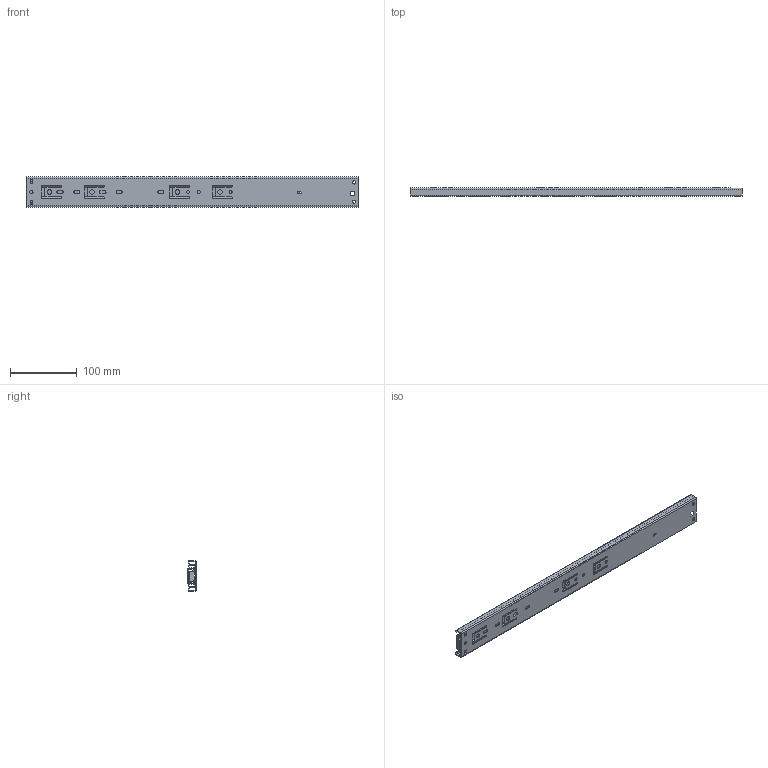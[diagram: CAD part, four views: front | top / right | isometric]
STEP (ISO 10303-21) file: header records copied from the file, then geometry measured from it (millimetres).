
FILE_DESCRIPTION (( 'STEP AP214' ), '1' );
FILE_NAME ('F002917-CLOSED_3D.step', '2022-06-06T11:48:10', ( '' ), ( '' ), 'SwSTEP 2.0', 'SolidWorks 2020', '' );
FILE_SCHEMA (( 'AUTOMOTIVE_DESIGN' ));
Length unit declared in the file: millimetre
Products named in the file (4): F002917-CLOSED_3D; stredni s tlumenim 500NB48-; vnitrni s tlumenim 500 mmNB48-; Vnejsi s tlumenim 500 mmNB48-
Assembly tree (3 placements, depth 2):
  F002917-CLOSED_3D
    Vnejsi s tlumenim 500 mmNB48-
    stredni s tlumenim 500NB48-
    vnitrni s tlumenim 500 mmNB48-
Bounding box: 498 x 12.7 x 45.7 mm (x, y, z)
Volume: 90111.6 mm3; surface area: 146756.4 mm2
Topology: 3 solids, 3 shells, 254 faces, 742 edges, 494 vertices
Faces by surface type: cylinder 141, plane 113
Entity records: 8806 total; most frequent: DIRECTION 1544, CARTESIAN_POINT 1496, ORIENTED_EDGE 1484, EDGE_CURVE 742, AXIS2_PLACEMENT_3D 542, VERTEX_POINT 494, LINE 460, VECTOR 460
